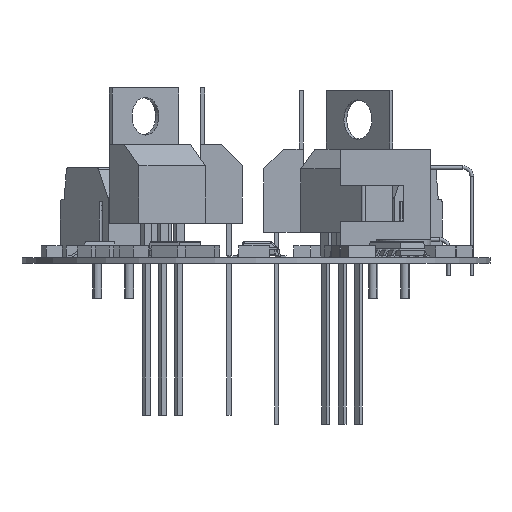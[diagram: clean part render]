
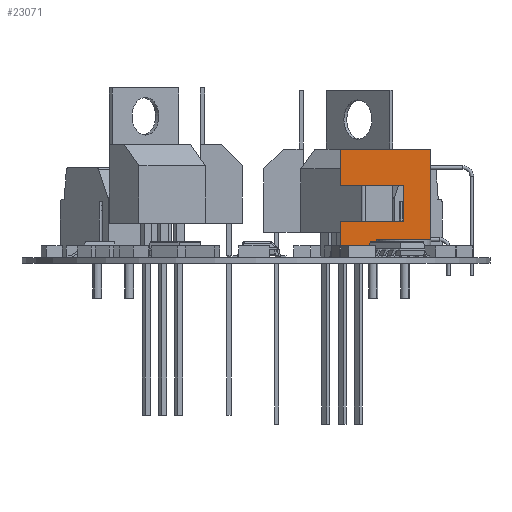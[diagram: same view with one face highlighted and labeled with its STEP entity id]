
A CAD part, front view. The second image highlights one B-rep face of the part: STEP entity #23071.
In plain terms, the highlighted planar face has unit normal (0, -1, 0).
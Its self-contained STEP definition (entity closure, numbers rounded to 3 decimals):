
#22844 = VERTEX_POINT('',#22845);
#22845 = CARTESIAN_POINT('',(-4.,-3.,8.));
#22851 = EDGE_CURVE('',#22852,#22844,#22854,.T.);
#22852 = VERTEX_POINT('',#22853);
#22853 = CARTESIAN_POINT('',(-4.,-3.,12.));
#22854 = LINE('',#22855,#22856);
#22855 = CARTESIAN_POINT('',(-4.,-3.,2.));
#22856 = VECTOR('',#22857,1.);
#22857 = DIRECTION('',(0.,0.,-1.));
#23044 = EDGE_CURVE('',#23045,#23047,#23049,.T.);
#23045 = VERTEX_POINT('',#23046);
#23046 = CARTESIAN_POINT('',(-4.,-3.,4.));
#23047 = VERTEX_POINT('',#23048);
#23048 = CARTESIAN_POINT('',(-4.,-3.,0.));
#23049 = LINE('',#23050,#23051);
#23050 = CARTESIAN_POINT('',(-4.,-3.,2.));
#23051 = VECTOR('',#23052,1.);
#23052 = DIRECTION('',(0.,0.,-1.));
#23071 = ADVANCED_FACE('',(#23072),#23136,.T.);
#23072 = FACE_BOUND('',#23073,.T.);
#23073 = EDGE_LOOP('',(#23074,#23082,#23090,#23096,#23097,#23105,#23113,
    #23121,#23129,#23135));
#23074 = ORIENTED_EDGE('',*,*,#23075,.F.);
#23075 = EDGE_CURVE('',#23076,#22844,#23078,.T.);
#23076 = VERTEX_POINT('',#23077);
#23077 = CARTESIAN_POINT('',(3.,-3.,8.));
#23078 = LINE('',#23079,#23080);
#23079 = CARTESIAN_POINT('',(-4.,-3.,8.));
#23080 = VECTOR('',#23081,1.);
#23081 = DIRECTION('',(-1.,0.,0.));
#23082 = ORIENTED_EDGE('',*,*,#23083,.F.);
#23083 = EDGE_CURVE('',#23084,#23076,#23086,.T.);
#23084 = VERTEX_POINT('',#23085);
#23085 = CARTESIAN_POINT('',(3.,-3.,4.));
#23086 = LINE('',#23087,#23088);
#23087 = CARTESIAN_POINT('',(3.,-3.,8.));
#23088 = VECTOR('',#23089,1.);
#23089 = DIRECTION('',(0.,0.,1.));
#23090 = ORIENTED_EDGE('',*,*,#23091,.F.);
#23091 = EDGE_CURVE('',#23045,#23084,#23092,.T.);
#23092 = LINE('',#23093,#23094);
#23093 = CARTESIAN_POINT('',(-4.,-3.,4.));
#23094 = VECTOR('',#23095,1.);
#23095 = DIRECTION('',(1.,0.,0.));
#23096 = ORIENTED_EDGE('',*,*,#23044,.T.);
#23097 = ORIENTED_EDGE('',*,*,#23098,.F.);
#23098 = EDGE_CURVE('',#23099,#23047,#23101,.T.);
#23099 = VERTEX_POINT('',#23100);
#23100 = CARTESIAN_POINT('',(0.,-3.,0.));
#23101 = LINE('',#23102,#23103);
#23102 = CARTESIAN_POINT('',(0.,-3.,0.));
#23103 = VECTOR('',#23104,1.);
#23104 = DIRECTION('',(-1.,0.,0.));
#23105 = ORIENTED_EDGE('',*,*,#23106,.F.);
#23106 = EDGE_CURVE('',#23107,#23099,#23109,.T.);
#23107 = VERTEX_POINT('',#23108);
#23108 = CARTESIAN_POINT('',(0.,-3.,2.));
#23109 = LINE('',#23110,#23111);
#23110 = CARTESIAN_POINT('',(0.,-3.,2.));
#23111 = VECTOR('',#23112,1.);
#23112 = DIRECTION('',(0.,0.,-1.));
#23113 = ORIENTED_EDGE('',*,*,#23114,.T.);
#23114 = EDGE_CURVE('',#23107,#23115,#23117,.T.);
#23115 = VERTEX_POINT('',#23116);
#23116 = CARTESIAN_POINT('',(6.,-3.,2.));
#23117 = LINE('',#23118,#23119);
#23118 = CARTESIAN_POINT('',(-4.,-3.,2.));
#23119 = VECTOR('',#23120,1.);
#23120 = DIRECTION('',(1.,0.,0.));
#23121 = ORIENTED_EDGE('',*,*,#23122,.F.);
#23122 = EDGE_CURVE('',#23123,#23115,#23125,.T.);
#23123 = VERTEX_POINT('',#23124);
#23124 = CARTESIAN_POINT('',(6.,-3.,12.));
#23125 = LINE('',#23126,#23127);
#23126 = CARTESIAN_POINT('',(6.,-3.,12.));
#23127 = VECTOR('',#23128,1.);
#23128 = DIRECTION('',(0.,0.,-1.));
#23129 = ORIENTED_EDGE('',*,*,#23130,.F.);
#23130 = EDGE_CURVE('',#22852,#23123,#23131,.T.);
#23131 = LINE('',#23132,#23133);
#23132 = CARTESIAN_POINT('',(-4.,-3.,12.));
#23133 = VECTOR('',#23134,1.);
#23134 = DIRECTION('',(1.,0.,0.));
#23135 = ORIENTED_EDGE('',*,*,#22851,.T.);
#23136 = PLANE('',#23137);
#23137 = AXIS2_PLACEMENT_3D('',#23138,#23139,#23140);
#23138 = CARTESIAN_POINT('',(0.,-3.,2.));
#23139 = DIRECTION('',(0.,-1.,0.));
#23140 = DIRECTION('',(1.,0.,0.));
